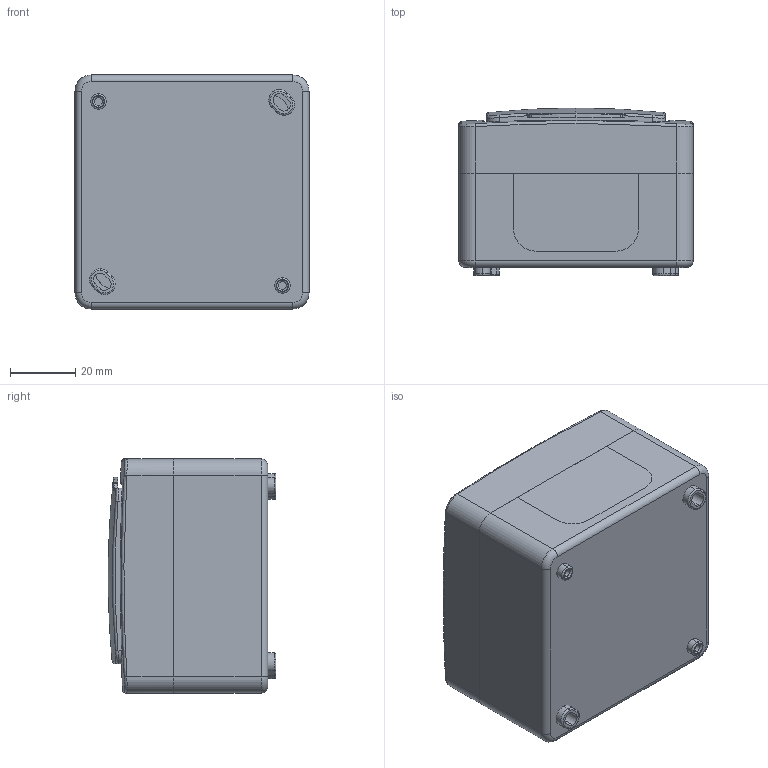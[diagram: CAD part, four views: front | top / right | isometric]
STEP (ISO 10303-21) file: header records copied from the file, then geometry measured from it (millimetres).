
FILE_DESCRIPTION (( 'STEP AP203' ), '1' );
FILE_NAME ('ERMP12-K03-16-54-EC ÐÑá20-3-ÃÏÁä ðîç 1ì ñ ç_ê î_ó IP54 (öâåò êðûøêè-äûì÷àòûé) ÃÅÐÌÅÑ PLUS.STEP', '2016-11-24T12:19:40', ( '' ), ( '' ), 'SwSTEP 2.0', 'SolidWorks 2014', '' );
FILE_SCHEMA (( 'CONFIG_CONTROL_DESIGN' ));
Length unit declared in the file: millimetre
Products named in the file (2): ERMP12-K03-16-54-EC ÐÑá20-3-ÃÏÁä ðîç 1ì ñ ç_ê î_ó IP54 (öâåò êðûøêè-äûì÷àòûé) ÃÅÐÌÅÑ PLUS
Bounding box: 72 x 51.6 x 72 mm (x, y, z)
Volume: 62673.1 mm3; surface area: 78406.3 mm2
Topology: 5 solids, 5 shells, 568 faces, 1488 edges, 956 vertices
Faces by surface type: plane 285, cylinder 193, torus 49, bspline 29, sphere 12
Entity records: 19399 total; most frequent: CARTESIAN_POINT 5135, ORIENTED_EDGE 2968, DIRECTION 2967, EDGE_CURVE 1484, AXIS2_PLACEMENT_3D 1052, VERTEX_POINT 956, VECTOR 863, LINE 863
